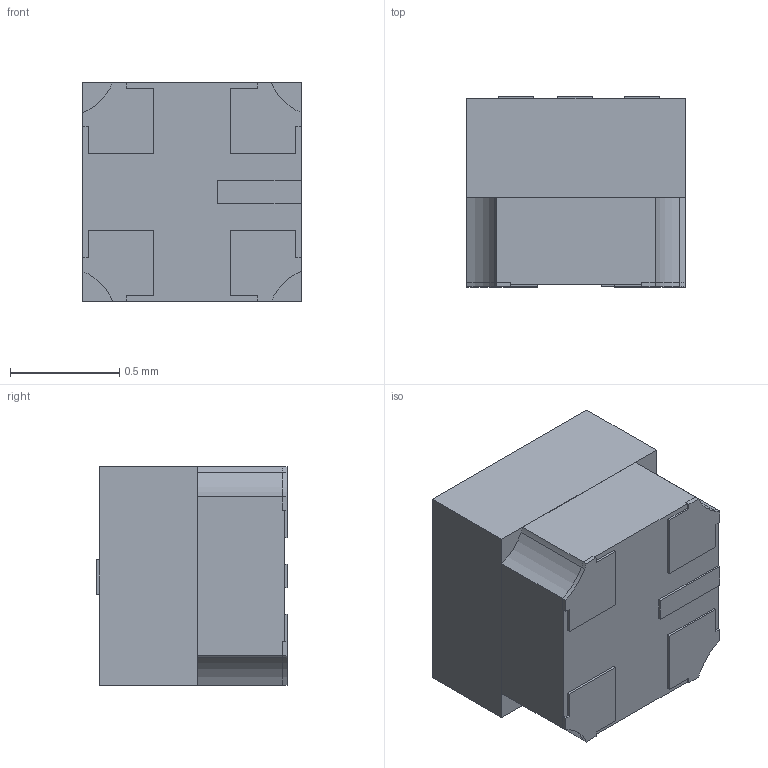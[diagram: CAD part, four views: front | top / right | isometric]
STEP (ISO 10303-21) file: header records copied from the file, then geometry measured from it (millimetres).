
FILE_DESCRIPTION(/* description */ (''),/* implementation_level */ '2;1');
FILE_NAME(/* name */ '1010LED-FC-B1010RGBT-HG v3.step',/* time_stamp */ '2021-09-04T17:50:19+02:00',/* author */ (''),/* organization */ (''),/* preprocessor_version */ 'ST-DEVELOPER v18.1',/* originating_system */ 'Autodesk Translation Framework v10.10.0.1391',/* authorisation */ '');
FILE_SCHEMA (('AUTOMOTIVE_DESIGN { 1 0 10303 214 3 1 1 }'));
Length unit declared in the file: millimetre
Products named in the file (11): 1010LED-FC-B1010RGBT-HG; Component1; Component2; Component3; Component4; Component5; Component6; Component7; Component8; Component9; Component10
Assembly tree (10 placements, depth 2):
  1010LED-FC-B1010RGBT-HG
    Component1
    Component2
    Component3
    Component4
    Component5
    Component6
    Component7
    Component8
    Component9
    Component10
Bounding box: 1 x 0.87 x 1 mm (x, y, z)
Volume: 0.9 mm3; surface area: 9.1 mm2
Topology: 10 solids, 10 shells, 120 faces, 300 edges, 200 vertices
Faces by surface type: plane 104, cylinder 16
Entity records: 3919 total; most frequent: CARTESIAN_POINT 641, DIRECTION 614, ORIENTED_EDGE 600, EDGE_CURVE 300, LINE 268, VECTOR 268, VERTEX_POINT 200, AXIS2_PLACEMENT_3D 173
